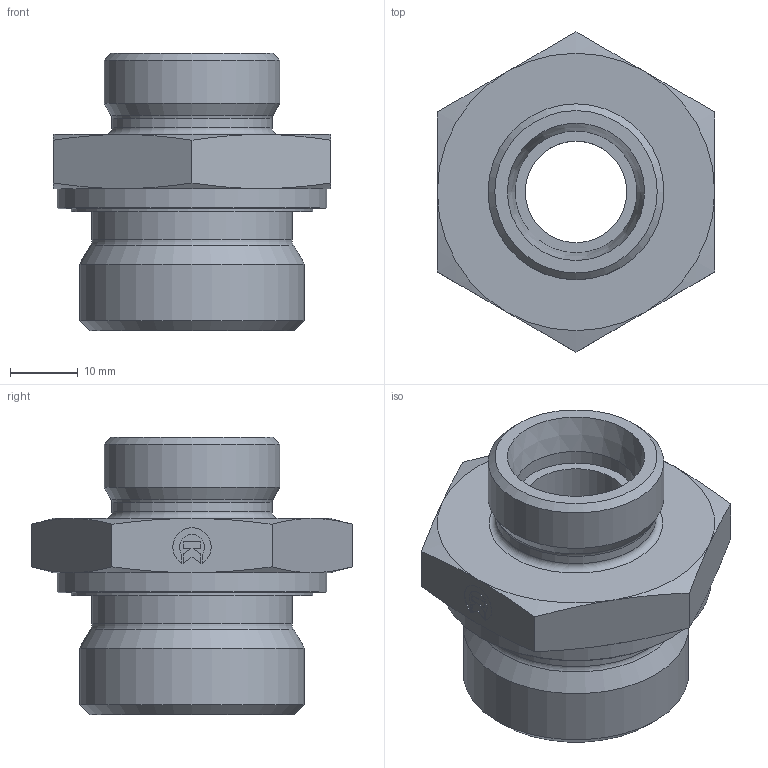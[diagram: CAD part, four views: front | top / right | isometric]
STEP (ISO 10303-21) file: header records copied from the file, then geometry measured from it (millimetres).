
FILE_DESCRIPTION((''),'2;1');
FILE_NAME('114184426.stp','2014-08-07T09:23:33',(''),('KNOMI spol. s r. o.'),'Autodesk Inventor 2012','Autodesk Inventor 2012','');
FILE_SCHEMA(('AUTOMOTIVE_DESIGN { 1 2 10303 214 0 1 1 1 }'));
Length unit declared in the file: millimetre
Products named in the file (3): PHER2 18LR1  G1/M26x1; 115 18 4426; 609333344
Assembly tree (2 placements, depth 2):
  PHER2 18LR1  G1/M26x1
    115 18 4426
    609333344
Bounding box: 41 x 47.34 x 41 mm (x, y, z)
Volume: 22276.9 mm3; surface area: 10557.5 mm2
Topology: 2 solids, 2 shells, 87 faces, 194 edges, 120 vertices
Faces by surface type: plane 45, cone 22, cylinder 15, torus 5
Full cylindrical faces by diameter (mm): 15 x1, 18 x1, 23 x1, 23.7 x1, 26 x1, 29.6 x1, 29.7 x1, 33.249 x1, 35.7 x1, 36 x1, 39.9 x1
Entity records: 2405 total; most frequent: CARTESIAN_POINT 424, DIRECTION 380, ORIENTED_EDGE 332, EDGE_CURVE 166, AXIS2_PLACEMENT_3D 146, EDGE_LOOP 126, VERTEX_POINT 118, STYLED_ITEM 89
